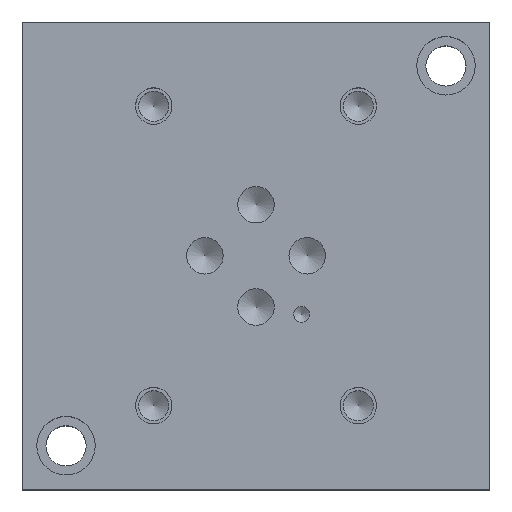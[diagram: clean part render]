
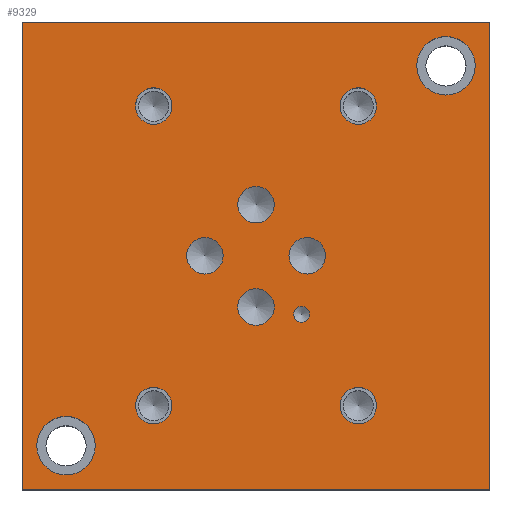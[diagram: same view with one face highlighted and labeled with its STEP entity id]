
A CAD part, top view. The second image highlights one B-rep face of the part: STEP entity #9329.
In plain terms, the highlighted planar face has unit normal (0, 0, 1).
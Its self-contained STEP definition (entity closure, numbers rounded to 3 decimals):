
#85=CIRCLE('',#9621,6.35);
#86=CIRCLE('',#9622,6.35);
#91=CIRCLE('',#9630,6.35);
#92=CIRCLE('',#9631,6.35);
#168=CIRCLE('',#9754,3.962);
#169=CIRCLE('',#9755,3.962);
#172=CIRCLE('',#9760,3.962);
#173=CIRCLE('',#9761,3.962);
#176=CIRCLE('',#9766,3.962);
#177=CIRCLE('',#9767,3.962);
#180=CIRCLE('',#9772,3.962);
#181=CIRCLE('',#9773,3.962);
#184=CIRCLE('',#9778,1.727);
#185=CIRCLE('',#9779,1.727);
#191=CIRCLE('',#9788,3.962);
#192=CIRCLE('',#9789,3.962);
#198=CIRCLE('',#9799,3.962);
#199=CIRCLE('',#9800,3.962);
#205=CIRCLE('',#9810,3.962);
#206=CIRCLE('',#9811,3.962);
#212=CIRCLE('',#9821,3.962);
#213=CIRCLE('',#9822,3.962);
#265=FACE_BOUND('',#1652,.T.);
#266=FACE_BOUND('',#1653,.T.);
#267=FACE_BOUND('',#1654,.T.);
#268=FACE_BOUND('',#1655,.T.);
#269=FACE_BOUND('',#1656,.T.);
#270=FACE_BOUND('',#1657,.T.);
#271=FACE_BOUND('',#1658,.T.);
#272=FACE_BOUND('',#1659,.T.);
#273=FACE_BOUND('',#1660,.T.);
#274=FACE_BOUND('',#1661,.T.);
#275=FACE_BOUND('',#1662,.T.);
#1127=FACE_OUTER_BOUND('',#1651,.T.);
#1651=EDGE_LOOP('',(#8159,#8160,#8161,#8162));
#1652=EDGE_LOOP('',(#8163,#8164));
#1653=EDGE_LOOP('',(#8165,#8166));
#1654=EDGE_LOOP('',(#8167,#8168));
#1655=EDGE_LOOP('',(#8169,#8170));
#1656=EDGE_LOOP('',(#8171,#8172));
#1657=EDGE_LOOP('',(#8173,#8174));
#1658=EDGE_LOOP('',(#8175,#8176));
#1659=EDGE_LOOP('',(#8177,#8178));
#1660=EDGE_LOOP('',(#8179,#8180));
#1661=EDGE_LOOP('',(#8181,#8182));
#1662=EDGE_LOOP('',(#8183,#8184));
#1736=LINE('',#12082,#2632);
#1773=LINE('',#12163,#2669);
#1808=LINE('',#12372,#2704);
#2561=LINE('',#15966,#3457);
#2632=VECTOR('',#9944,10.);
#2669=VECTOR('',#10013,10.);
#2704=VECTOR('',#10072,10.);
#3457=VECTOR('',#11689,10.);
#3524=VERTEX_POINT('',#12079);
#3525=VERTEX_POINT('',#12081);
#3552=VERTEX_POINT('',#12160);
#3553=VERTEX_POINT('',#12162);
#4191=VERTEX_POINT('',#15556);
#4192=VERTEX_POINT('',#15557);
#4197=VERTEX_POINT('',#15573);
#4198=VERTEX_POINT('',#15574);
#4279=VERTEX_POINT('',#15818);
#4280=VERTEX_POINT('',#15819);
#4284=VERTEX_POINT('',#15831);
#4285=VERTEX_POINT('',#15832);
#4289=VERTEX_POINT('',#15844);
#4290=VERTEX_POINT('',#15845);
#4294=VERTEX_POINT('',#15857);
#4295=VERTEX_POINT('',#15858);
#4299=VERTEX_POINT('',#15870);
#4300=VERTEX_POINT('',#15871);
#4307=VERTEX_POINT('',#15890);
#4308=VERTEX_POINT('',#15891);
#4315=VERTEX_POINT('',#15912);
#4316=VERTEX_POINT('',#15913);
#4323=VERTEX_POINT('',#15934);
#4324=VERTEX_POINT('',#15935);
#4331=VERTEX_POINT('',#15956);
#4332=VERTEX_POINT('',#15957);
#4431=EDGE_CURVE('',#3525,#3524,#1736,.T.);
#4470=EDGE_CURVE('',#3553,#3552,#1773,.T.);
#4523=EDGE_CURVE('',#3524,#3553,#1808,.T.);
#5426=EDGE_CURVE('',#4191,#4192,#85,.T.);
#5427=EDGE_CURVE('',#4192,#4191,#86,.T.);
#5434=EDGE_CURVE('',#4197,#4198,#91,.T.);
#5435=EDGE_CURVE('',#4198,#4197,#92,.T.);
#5550=EDGE_CURVE('',#4279,#4280,#168,.T.);
#5551=EDGE_CURVE('',#4280,#4279,#169,.T.);
#5556=EDGE_CURVE('',#4284,#4285,#172,.T.);
#5557=EDGE_CURVE('',#4285,#4284,#173,.T.);
#5562=EDGE_CURVE('',#4289,#4290,#176,.T.);
#5563=EDGE_CURVE('',#4290,#4289,#177,.T.);
#5568=EDGE_CURVE('',#4294,#4295,#180,.T.);
#5569=EDGE_CURVE('',#4295,#4294,#181,.T.);
#5574=EDGE_CURVE('',#4299,#4300,#184,.T.);
#5575=EDGE_CURVE('',#4300,#4299,#185,.T.);
#5583=EDGE_CURVE('',#4307,#4308,#191,.T.);
#5584=EDGE_CURVE('',#4308,#4307,#192,.T.);
#5593=EDGE_CURVE('',#4315,#4316,#198,.T.);
#5594=EDGE_CURVE('',#4316,#4315,#199,.T.);
#5603=EDGE_CURVE('',#4323,#4324,#205,.T.);
#5604=EDGE_CURVE('',#4324,#4323,#206,.T.);
#5613=EDGE_CURVE('',#4331,#4332,#212,.T.);
#5614=EDGE_CURVE('',#4332,#4331,#213,.T.);
#5618=EDGE_CURVE('',#3552,#3525,#2561,.T.);
#8159=ORIENTED_EDGE('',*,*,#4523,.T.);
#8160=ORIENTED_EDGE('',*,*,#4470,.T.);
#8161=ORIENTED_EDGE('',*,*,#5618,.T.);
#8162=ORIENTED_EDGE('',*,*,#4431,.T.);
#8163=ORIENTED_EDGE('',*,*,#5426,.T.);
#8164=ORIENTED_EDGE('',*,*,#5427,.T.);
#8165=ORIENTED_EDGE('',*,*,#5434,.T.);
#8166=ORIENTED_EDGE('',*,*,#5435,.T.);
#8167=ORIENTED_EDGE('',*,*,#5550,.T.);
#8168=ORIENTED_EDGE('',*,*,#5551,.T.);
#8169=ORIENTED_EDGE('',*,*,#5556,.T.);
#8170=ORIENTED_EDGE('',*,*,#5557,.T.);
#8171=ORIENTED_EDGE('',*,*,#5562,.T.);
#8172=ORIENTED_EDGE('',*,*,#5563,.T.);
#8173=ORIENTED_EDGE('',*,*,#5568,.T.);
#8174=ORIENTED_EDGE('',*,*,#5569,.T.);
#8175=ORIENTED_EDGE('',*,*,#5574,.T.);
#8176=ORIENTED_EDGE('',*,*,#5575,.T.);
#8177=ORIENTED_EDGE('',*,*,#5583,.T.);
#8178=ORIENTED_EDGE('',*,*,#5584,.T.);
#8179=ORIENTED_EDGE('',*,*,#5593,.T.);
#8180=ORIENTED_EDGE('',*,*,#5594,.T.);
#8181=ORIENTED_EDGE('',*,*,#5603,.T.);
#8182=ORIENTED_EDGE('',*,*,#5604,.T.);
#8183=ORIENTED_EDGE('',*,*,#5613,.T.);
#8184=ORIENTED_EDGE('',*,*,#5614,.T.);
#8474=PLANE('',#9828);
#9329=ADVANCED_FACE('',(#1127,#265,#266,#267,#268,#269,#270,#271,#272,#273,
#274,#275),#8474,.T.);
#9621=AXIS2_PLACEMENT_3D('',#15558,#11216,#11217);
#9622=AXIS2_PLACEMENT_3D('',#15559,#11218,#11219);
#9630=AXIS2_PLACEMENT_3D('',#15575,#11236,#11237);
#9631=AXIS2_PLACEMENT_3D('',#15576,#11238,#11239);
#9754=AXIS2_PLACEMENT_3D('',#15820,#11523,#11524);
#9755=AXIS2_PLACEMENT_3D('',#15821,#11525,#11526);
#9760=AXIS2_PLACEMENT_3D('',#15833,#11537,#11538);
#9761=AXIS2_PLACEMENT_3D('',#15834,#11539,#11540);
#9766=AXIS2_PLACEMENT_3D('',#15846,#11551,#11552);
#9767=AXIS2_PLACEMENT_3D('',#15847,#11553,#11554);
#9772=AXIS2_PLACEMENT_3D('',#15859,#11565,#11566);
#9773=AXIS2_PLACEMENT_3D('',#15860,#11567,#11568);
#9778=AXIS2_PLACEMENT_3D('',#15872,#11579,#11580);
#9779=AXIS2_PLACEMENT_3D('',#15873,#11581,#11582);
#9788=AXIS2_PLACEMENT_3D('',#15892,#11601,#11602);
#9789=AXIS2_PLACEMENT_3D('',#15893,#11603,#11604);
#9799=AXIS2_PLACEMENT_3D('',#15914,#11626,#11627);
#9800=AXIS2_PLACEMENT_3D('',#15915,#11628,#11629);
#9810=AXIS2_PLACEMENT_3D('',#15936,#11651,#11652);
#9811=AXIS2_PLACEMENT_3D('',#15937,#11653,#11654);
#9821=AXIS2_PLACEMENT_3D('',#15958,#11676,#11677);
#9822=AXIS2_PLACEMENT_3D('',#15959,#11678,#11679);
#9828=AXIS2_PLACEMENT_3D('',#15969,#11694,#11695);
#9944=DIRECTION('',(0.,-1.,0.));
#10013=DIRECTION('',(0.,1.,0.));
#10072=DIRECTION('',(1.,0.,0.));
#11216=DIRECTION('center_axis',(0.,0.,-1.));
#11217=DIRECTION('ref_axis',(1.,0.,0.));
#11218=DIRECTION('center_axis',(0.,0.,-1.));
#11219=DIRECTION('ref_axis',(1.,0.,0.));
#11236=DIRECTION('center_axis',(0.,0.,-1.));
#11237=DIRECTION('ref_axis',(1.,0.,0.));
#11238=DIRECTION('center_axis',(0.,0.,-1.));
#11239=DIRECTION('ref_axis',(1.,0.,0.));
#11523=DIRECTION('center_axis',(0.,0.,-1.));
#11524=DIRECTION('ref_axis',(1.,0.,0.));
#11525=DIRECTION('center_axis',(0.,0.,-1.));
#11526=DIRECTION('ref_axis',(1.,0.,0.));
#11537=DIRECTION('center_axis',(0.,0.,-1.));
#11538=DIRECTION('ref_axis',(1.,0.,0.));
#11539=DIRECTION('center_axis',(0.,0.,-1.));
#11540=DIRECTION('ref_axis',(1.,0.,0.));
#11551=DIRECTION('center_axis',(0.,0.,-1.));
#11552=DIRECTION('ref_axis',(1.,0.,0.));
#11553=DIRECTION('center_axis',(0.,0.,-1.));
#11554=DIRECTION('ref_axis',(1.,0.,0.));
#11565=DIRECTION('center_axis',(0.,0.,-1.));
#11566=DIRECTION('ref_axis',(1.,0.,0.));
#11567=DIRECTION('center_axis',(0.,0.,-1.));
#11568=DIRECTION('ref_axis',(1.,0.,0.));
#11579=DIRECTION('center_axis',(0.,0.,-1.));
#11580=DIRECTION('ref_axis',(1.,0.,0.));
#11581=DIRECTION('center_axis',(0.,0.,-1.));
#11582=DIRECTION('ref_axis',(1.,0.,0.));
#11601=DIRECTION('center_axis',(0.,0.,-1.));
#11602=DIRECTION('ref_axis',(1.,0.,0.));
#11603=DIRECTION('center_axis',(0.,0.,-1.));
#11604=DIRECTION('ref_axis',(1.,0.,0.));
#11626=DIRECTION('center_axis',(0.,0.,-1.));
#11627=DIRECTION('ref_axis',(1.,0.,0.));
#11628=DIRECTION('center_axis',(0.,0.,-1.));
#11629=DIRECTION('ref_axis',(1.,0.,0.));
#11651=DIRECTION('center_axis',(0.,0.,-1.));
#11652=DIRECTION('ref_axis',(1.,0.,0.));
#11653=DIRECTION('center_axis',(0.,0.,-1.));
#11654=DIRECTION('ref_axis',(1.,0.,0.));
#11676=DIRECTION('center_axis',(0.,0.,-1.));
#11677=DIRECTION('ref_axis',(1.,0.,0.));
#11678=DIRECTION('center_axis',(0.,0.,-1.));
#11679=DIRECTION('ref_axis',(1.,0.,0.));
#11689=DIRECTION('',(-1.,0.,0.));
#11694=DIRECTION('center_axis',(0.,0.,1.));
#11695=DIRECTION('ref_axis',(1.,0.,0.));
#12079=CARTESIAN_POINT('',(0.,0.,50.8));
#12081=CARTESIAN_POINT('',(0.,101.6,50.8));
#12082=CARTESIAN_POINT('',(0.,101.6,50.8));
#12160=CARTESIAN_POINT('',(101.6,101.6,50.8));
#12162=CARTESIAN_POINT('',(101.6,0.,50.8));
#12163=CARTESIAN_POINT('',(101.6,0.,50.8));
#12372=CARTESIAN_POINT('',(0.,0.,50.8));
#15556=CARTESIAN_POINT('',(15.875,9.525,50.8));
#15557=CARTESIAN_POINT('',(3.175,9.525,50.8));
#15558=CARTESIAN_POINT('Origin',(9.525,9.525,50.8));
#15559=CARTESIAN_POINT('Origin',(9.525,9.525,50.8));
#15573=CARTESIAN_POINT('',(98.425,92.075,50.8));
#15574=CARTESIAN_POINT('',(85.725,92.075,50.8));
#15575=CARTESIAN_POINT('Origin',(92.075,92.075,50.8));
#15576=CARTESIAN_POINT('Origin',(92.075,92.075,50.8));
#15818=CARTESIAN_POINT('',(65.888,50.8,50.8));
#15819=CARTESIAN_POINT('',(57.963,50.8,50.8));
#15820=CARTESIAN_POINT('Origin',(61.925,50.8,50.8));
#15821=CARTESIAN_POINT('Origin',(61.925,50.8,50.8));
#15831=CARTESIAN_POINT('',(54.762,61.9,50.8));
#15832=CARTESIAN_POINT('',(46.838,61.9,50.8));
#15833=CARTESIAN_POINT('Origin',(50.8,61.9,50.8));
#15834=CARTESIAN_POINT('Origin',(50.8,61.9,50.8));
#15844=CARTESIAN_POINT('',(43.663,50.8,50.8));
#15845=CARTESIAN_POINT('',(35.738,50.8,50.8));
#15846=CARTESIAN_POINT('Origin',(39.7,50.8,50.8));
#15847=CARTESIAN_POINT('Origin',(39.7,50.8,50.8));
#15857=CARTESIAN_POINT('',(54.762,39.675,50.8));
#15858=CARTESIAN_POINT('',(46.838,39.675,50.8));
#15859=CARTESIAN_POINT('Origin',(50.8,39.675,50.8));
#15860=CARTESIAN_POINT('Origin',(50.8,39.675,50.8));
#15870=CARTESIAN_POINT('',(62.433,38.1,50.8));
#15871=CARTESIAN_POINT('',(58.979,38.1,50.8));
#15872=CARTESIAN_POINT('Origin',(60.706,38.1,50.8));
#15873=CARTESIAN_POINT('Origin',(60.706,38.1,50.8));
#15890=CARTESIAN_POINT('',(32.537,18.25,50.8));
#15891=CARTESIAN_POINT('',(24.613,18.25,50.8));
#15892=CARTESIAN_POINT('Origin',(28.575,18.25,50.8));
#15893=CARTESIAN_POINT('Origin',(28.575,18.25,50.8));
#15912=CARTESIAN_POINT('',(76.987,83.337,50.8));
#15913=CARTESIAN_POINT('',(69.063,83.337,50.8));
#15914=CARTESIAN_POINT('Origin',(73.025,83.337,50.8));
#15915=CARTESIAN_POINT('Origin',(73.025,83.337,50.8));
#15934=CARTESIAN_POINT('',(76.987,18.25,50.8));
#15935=CARTESIAN_POINT('',(69.063,18.25,50.8));
#15936=CARTESIAN_POINT('Origin',(73.025,18.25,50.8));
#15937=CARTESIAN_POINT('Origin',(73.025,18.25,50.8));
#15956=CARTESIAN_POINT('',(32.537,83.337,50.8));
#15957=CARTESIAN_POINT('',(24.613,83.337,50.8));
#15958=CARTESIAN_POINT('Origin',(28.575,83.337,50.8));
#15959=CARTESIAN_POINT('Origin',(28.575,83.337,50.8));
#15966=CARTESIAN_POINT('',(101.6,101.6,50.8));
#15969=CARTESIAN_POINT('Origin',(50.8,50.8,50.8));
